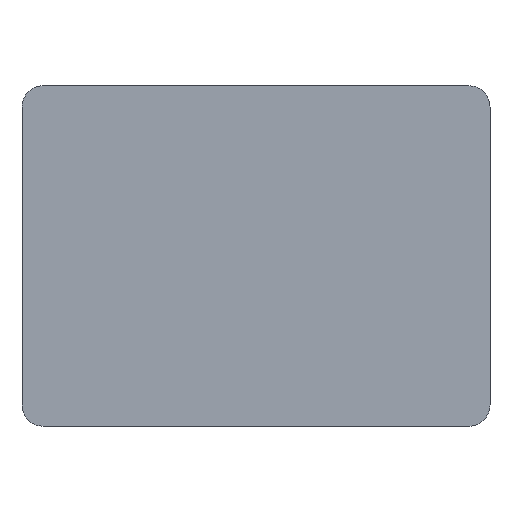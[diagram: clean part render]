
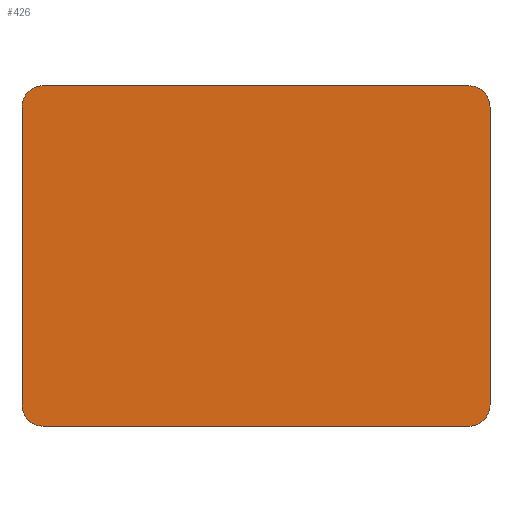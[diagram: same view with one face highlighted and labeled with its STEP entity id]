
A CAD part, front view. The second image highlights one B-rep face of the part: STEP entity #426.
In plain terms, the highlighted planar face has unit normal (0, -1, 0).
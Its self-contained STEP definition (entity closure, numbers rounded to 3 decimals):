
#2 = VECTOR ( 'NONE', #448, 1000. ) ;
#4 =( BOUNDED_CURVE ( )  B_SPLINE_CURVE ( 3, ( #102, #184, #298, #461 ),
 .UNSPECIFIED., .F., .F. ) 
 B_SPLINE_CURVE_WITH_KNOTS ( ( 4, 4 ),
 ( 5.502, 7.065 ),
 .UNSPECIFIED. ) 
 CURVE ( )  GEOMETRIC_REPRESENTATION_ITEM ( )  RATIONAL_B_SPLINE_CURVE ( ( 1., 0.807, 0.807, 1. ) ) 
 REPRESENTATION_ITEM ( '' )  );
#10 = VERTEX_POINT ( 'NONE', #180 ) ;
#13 = DIRECTION ( 'NONE',  ( 0., 0., 1. ) ) ;
#19 = CARTESIAN_POINT ( 'NONE',  ( 0.55, 0.18, 0.35 ) ) ;
#27 = ORIENTED_EDGE ( 'NONE', *, *, #492, .F. ) ;
#35 = FACE_OUTER_BOUND ( 'NONE', #394, .T. ) ;
#47 = ORIENTED_EDGE ( 'NONE', *, *, #294, .F. ) ;
#48 = ORIENTED_EDGE ( 'NONE', *, *, #160, .T. ) ;
#49 = CARTESIAN_POINT ( 'NONE',  ( -0.5, 0.18, 0.4 ) ) ;
#65 = AXIS2_PLACEMENT_3D ( 'NONE', #190, #464, #226 ) ;
#84 = VECTOR ( 'NONE', #91, 1000. ) ;
#89 = CARTESIAN_POINT ( 'NONE',  ( 0.55, 0.18, 0.35 ) ) ;
#91 = DIRECTION ( 'NONE',  ( 0., 0., -1. ) ) ;
#93 = EDGE_CURVE ( 'NONE', #173, #229, #4, .T. ) ;
#96 = VERTEX_POINT ( 'NONE', #422 ) ;
#102 = CARTESIAN_POINT ( 'NONE',  ( -0.5, 0.18, 0.4 ) ) ;
#119 = CARTESIAN_POINT ( 'NONE',  ( 0.529, 0.18, 0.4 ) ) ;
#142 =( BOUNDED_CURVE ( )  B_SPLINE_CURVE ( 3, ( #440, #273, #349, #475 ),
 .UNSPECIFIED., .F., .T. ) 
 B_SPLINE_CURVE_WITH_KNOTS ( ( 4, 4 ),
 ( 5.502, 7.065 ),
 .UNSPECIFIED. ) 
 CURVE ( )  GEOMETRIC_REPRESENTATION_ITEM ( )  RATIONAL_B_SPLINE_CURVE ( ( 1., 0.807, 0.807, 1. ) ) 
 REPRESENTATION_ITEM ( '' )  );
#150 = CARTESIAN_POINT ( 'NONE',  ( -0.529, 0.18, -0.4 ) ) ;
#160 = EDGE_CURVE ( 'NONE', #359, #472, #489, .T. ) ;
#170 = VECTOR ( 'NONE', #251, 1000. ) ;
#173 = VERTEX_POINT ( 'NONE', #49 ) ;
#180 = CARTESIAN_POINT ( 'NONE',  ( -0.55, 0.18, -0.35 ) ) ;
#184 = CARTESIAN_POINT ( 'NONE',  ( -0.529, 0.18, 0.4 ) ) ;
#185 = VERTEX_POINT ( 'NONE', #274 ) ;
#190 = CARTESIAN_POINT ( 'NONE',  ( 0., 0.18, 0. ) ) ;
#205 = CARTESIAN_POINT ( 'NONE',  ( 0.55, 0.18, 0.4 ) ) ;
#208 = CARTESIAN_POINT ( 'NONE',  ( 0.55, 0.18, -0.4 ) ) ;
#216 = ORIENTED_EDGE ( 'NONE', *, *, #225, .T. ) ;
#223 = VECTOR ( 'NONE', #13, 1000. ) ;
#225 = EDGE_CURVE ( 'NONE', #96, #185, #142, .T. ) ;
#226 = DIRECTION ( 'NONE',  ( 0., 0., 1. ) ) ;
#228 = CARTESIAN_POINT ( 'NONE',  ( -0.5, 0.18, -0.4 ) ) ;
#229 = VERTEX_POINT ( 'NONE', #317 ) ;
#251 = DIRECTION ( 'NONE',  ( 1., 0., 0. ) ) ;
#264 = VERTEX_POINT ( 'NONE', #364 ) ;
#266 = CARTESIAN_POINT ( 'NONE',  ( -0.55, 0.18, -0.379 ) ) ;
#269 = CARTESIAN_POINT ( 'NONE',  ( 0.5, 0.18, 0.4 ) ) ;
#273 = CARTESIAN_POINT ( 'NONE',  ( 0.529, 0.18, -0.4 ) ) ;
#274 = CARTESIAN_POINT ( 'NONE',  ( 0.55, 0.18, -0.35 ) ) ;
#284 = ORIENTED_EDGE ( 'NONE', *, *, #316, .F. ) ;
#285 = CARTESIAN_POINT ( 'NONE',  ( -0.55, 0.18, 0.4 ) ) ;
#294 = EDGE_CURVE ( 'NONE', #96, #264, #455, .T. ) ;
#298 = CARTESIAN_POINT ( 'NONE',  ( -0.55, 0.18, 0.379 ) ) ;
#308 = ORIENTED_EDGE ( 'NONE', *, *, #93, .T. ) ;
#311 = CARTESIAN_POINT ( 'NONE',  ( -0.55, 0.18, -0.35 ) ) ;
#316 = EDGE_CURVE ( 'NONE', #173, #472, #438, .T. ) ;
#317 = CARTESIAN_POINT ( 'NONE',  ( -0.55, 0.18, 0.35 ) ) ;
#319 = CARTESIAN_POINT ( 'NONE',  ( 0.5, 0.18, 0.4 ) ) ;
#329 = CARTESIAN_POINT ( 'NONE',  ( 0.55, 0.18, 0.4 ) ) ;
#331 = EDGE_CURVE ( 'NONE', #10, #229, #333, .T. ) ;
#333 = LINE ( 'NONE', #285, #223 ) ;
#349 = CARTESIAN_POINT ( 'NONE',  ( 0.55, 0.18, -0.379 ) ) ;
#355 = CARTESIAN_POINT ( 'NONE',  ( 0.55, 0.18, 0.379 ) ) ;
#356 =( BOUNDED_CURVE ( )  B_SPLINE_CURVE ( 3, ( #311, #266, #150, #228 ),
 .UNSPECIFIED., .F., .F. ) 
 B_SPLINE_CURVE_WITH_KNOTS ( ( 4, 4 ),
 ( 5.502, 7.065 ),
 .UNSPECIFIED. ) 
 CURVE ( )  GEOMETRIC_REPRESENTATION_ITEM ( )  RATIONAL_B_SPLINE_CURVE ( ( 1., 0.807, 0.807, 1. ) ) 
 REPRESENTATION_ITEM ( '' )  );
#359 = VERTEX_POINT ( 'NONE', #19 ) ;
#364 = CARTESIAN_POINT ( 'NONE',  ( -0.5, 0.18, -0.4 ) ) ;
#394 = EDGE_LOOP ( 'NONE', ( #504, #452, #47, #216, #27, #48, #284, #308 ) ) ;
#420 = EDGE_CURVE ( 'NONE', #10, #264, #356, .T. ) ;
#422 = CARTESIAN_POINT ( 'NONE',  ( 0.5, 0.18, -0.4 ) ) ;
#426 = ADVANCED_FACE ( 'NONE', ( #35 ), #431, .F. ) ;
#431 = PLANE ( 'NONE',  #65 ) ;
#437 = LINE ( 'NONE', #205, #84 ) ;
#438 = LINE ( 'NONE', #329, #170 ) ;
#440 = CARTESIAN_POINT ( 'NONE',  ( 0.5, 0.18, -0.4 ) ) ;
#448 = DIRECTION ( 'NONE',  ( -1., 0., 0. ) ) ;
#452 = ORIENTED_EDGE ( 'NONE', *, *, #420, .T. ) ;
#455 = LINE ( 'NONE', #208, #2 ) ;
#461 = CARTESIAN_POINT ( 'NONE',  ( -0.55, 0.18, 0.35 ) ) ;
#464 = DIRECTION ( 'NONE',  ( 0., 1., 0. ) ) ;
#472 = VERTEX_POINT ( 'NONE', #269 ) ;
#475 = CARTESIAN_POINT ( 'NONE',  ( 0.55, 0.18, -0.35 ) ) ;
#489 =( BOUNDED_CURVE ( )  B_SPLINE_CURVE ( 3, ( #89, #355, #119, #319 ),
 .UNSPECIFIED., .F., .F. ) 
 B_SPLINE_CURVE_WITH_KNOTS ( ( 4, 4 ),
 ( 5.502, 7.065 ),
 .UNSPECIFIED. ) 
 CURVE ( )  GEOMETRIC_REPRESENTATION_ITEM ( )  RATIONAL_B_SPLINE_CURVE ( ( 1., 0.807, 0.807, 1. ) ) 
 REPRESENTATION_ITEM ( '' )  );
#492 = EDGE_CURVE ( 'NONE', #359, #185, #437, .T. ) ;
#504 = ORIENTED_EDGE ( 'NONE', *, *, #331, .F. ) ;
